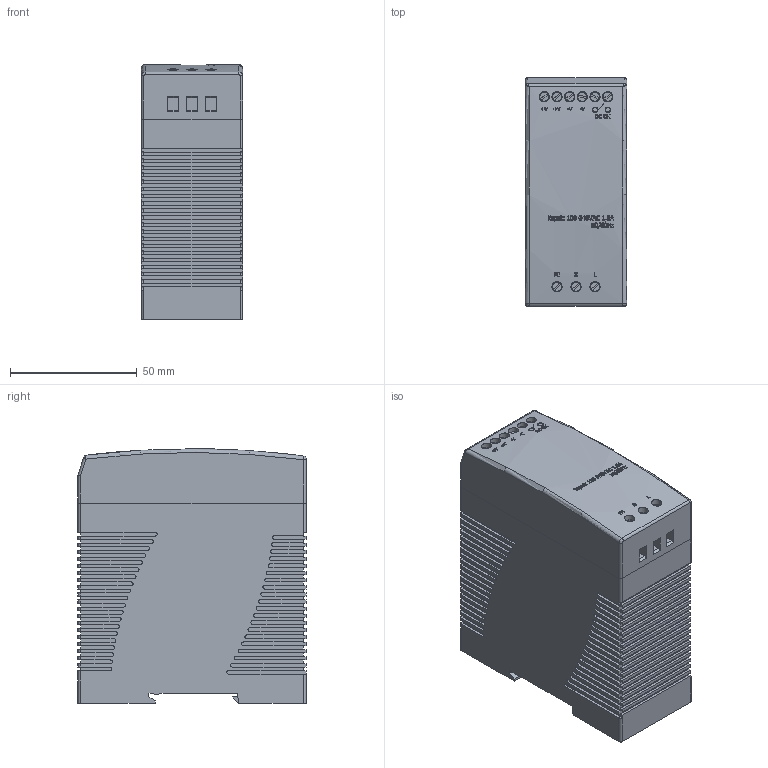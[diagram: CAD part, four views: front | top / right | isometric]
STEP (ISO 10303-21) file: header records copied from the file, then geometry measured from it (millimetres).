
FILE_DESCRIPTION(/* description */ (''),/* implementation_level */ '2;1');
FILE_NAME(/* name */ 'Meanwell MDR-60.stp',/* time_stamp */ '2016-11-09T19:32:34+01:00',/* author */ ('Gea'),/* organization */ (''),/* preprocessor_version */ 'ST-DEVELOPER v16.1',/* originating_system */ 'Autodesk Inventor 2016',/* authorisation */ '');
FILE_SCHEMA (('AUTOMOTIVE_DESIGN { 1 0 10303 214 3 1 1 }'));
Products named in the file (4): Base60; Top60; Screw60; Meanwell MDR-60
Assembly tree (11 placements, depth 2):
  Meanwell MDR-60
    Base60
    Top60
    Screw60  x9
Bounding box: 40 x 90 x 100.5 mm (x, y, z)
Volume: 345505.8 mm3; surface area: 48318.5 mm2
Topology: 11 solids, 11 shells, 1218 faces, 3295 edges, 2179 vertices
Faces by surface type: plane 716, bspline 283, cylinder 217, torus 2
Full cylindrical faces by diameter (mm): 3.5 x9, 4 x9
Entity records: 105789 total; most frequent: CARTESIAN_POINT 78299, ORIENTED_EDGE 6306, DIRECTION 4531, EDGE_CURVE 3153, VERTEX_POINT 2089, LINE 1947, VECTOR 1947, AXIS2_PLACEMENT_3D 1292
